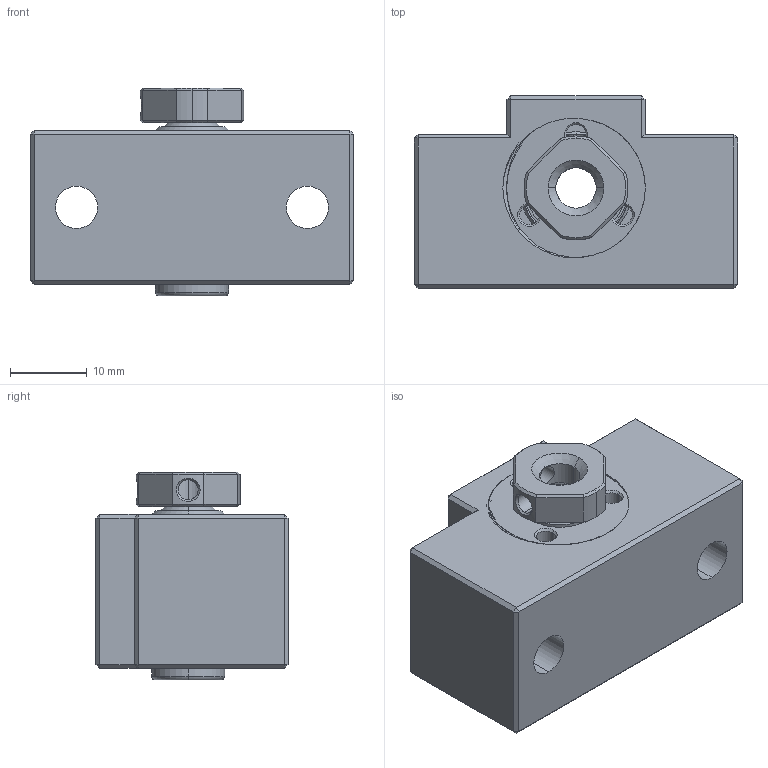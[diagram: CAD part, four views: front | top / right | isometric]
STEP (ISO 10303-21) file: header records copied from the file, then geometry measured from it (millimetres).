
FILE_DESCRIPTION(('HOOPS Exchange Step'),'2;1');
FILE_NAME('export-ADC4EA5F-89F4-4E75-958F-FD147C6EBD34.stp','2024-06-22T13:37:27+02:00',('Engineering'),('Alibre'),'HOOPS Exchange 2023.0','Alibre','Unknown authorisation');
FILE_SCHEMA( ('AP242_MANAGED_MODEL_BASED_3D_ENGINEERING_MIM_LF {1 0 10303 442 1 1 4 }') );
Length unit declared in the file: millimetre
Products named in the file (1): 6878 EK06 Fixed Ballscrew Support Units (C3 quality)
Bounding box: 42 x 25 x 27 mm (x, y, z)
Surface area: 7137.9 mm2 (no closed solid volume)
Topology: 0 solids, 6 shells, 158 faces, 375 edges, 223 vertices
Faces by surface type: plane 63, cylinder 51, cone 30, torus 8, bspline 6
Entity records: 5354 total; most frequent: CARTESIAN_POINT 1794, DIRECTION 747, ORIENTED_EDGE 682, EDGE_CURVE 375, AXIS2_PLACEMENT_3D 284, VERTEX_POINT 223, VECTOR 179, LINE 179
